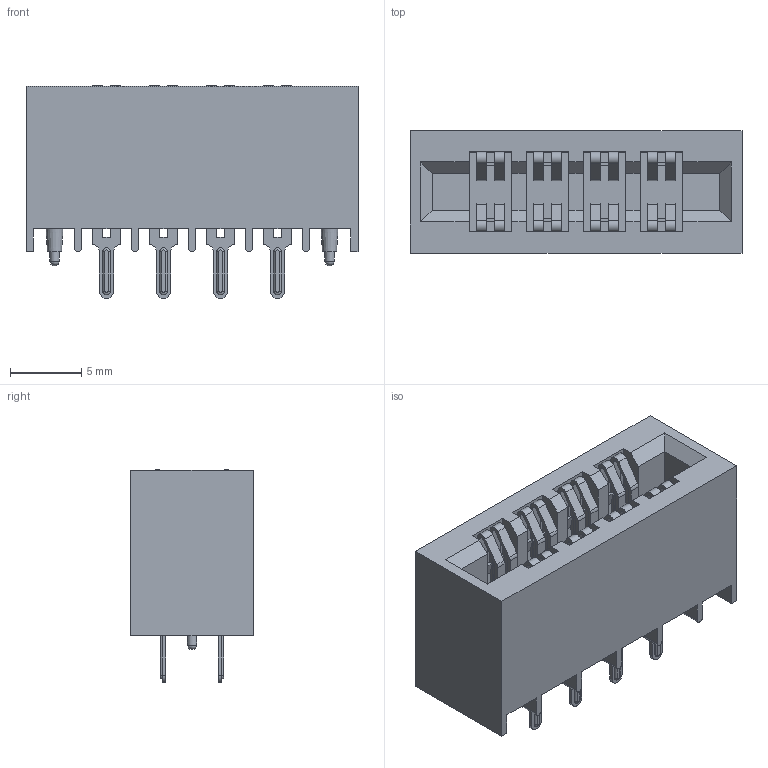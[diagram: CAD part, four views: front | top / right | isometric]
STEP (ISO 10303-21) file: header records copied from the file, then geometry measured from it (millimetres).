
FILE_DESCRIPTION(('FreeCAD Model'),'2;1');
FILE_NAME('Open CASCADE Shape Model','2025-02-13T23:55:27',(''),(''), 'Open CASCADE STEP processor 7.7','FreeCAD','Unknown');
FILE_SCHEMA(('AUTOMOTIVE_DESIGN { 1 0 10303 214 1 1 1 1 }'));
Length unit declared in the file: millimetre
Products named in the file (10): Unnamed; Body008; Body007; Body005; Body006; Body004; Body003; Body002; Body001; Body
Assembly tree (9 placements, depth 2):
  Unnamed
    Body008
    Body007
    Body005
    Body006
    Body004
    Body003
    Body002
    Body001
    Body
Bounding box: 23.3 x 8.6 x 14.95 mm (x, y, z)
Volume: 1363.4 mm3; surface area: 2806.4 mm2
Topology: 9 solids, 9 shells, 675 faces, 1902 edges, 1258 vertices
Faces by surface type: plane 422, cylinder 233, revolution 18, cone 2
Full cylindrical faces by diameter (mm): 0.65 x2, 1 x2
Entity records: 47593 total; most frequent: CARTESIAN_POINT 9107, DIRECTION 7334, LINE 4764, VECTOR 4764, ORIENTED_EDGE 3804, PCURVE 3804, DEFINITIONAL_REPRESENTATION 3804, EDGE_CURVE 1902
